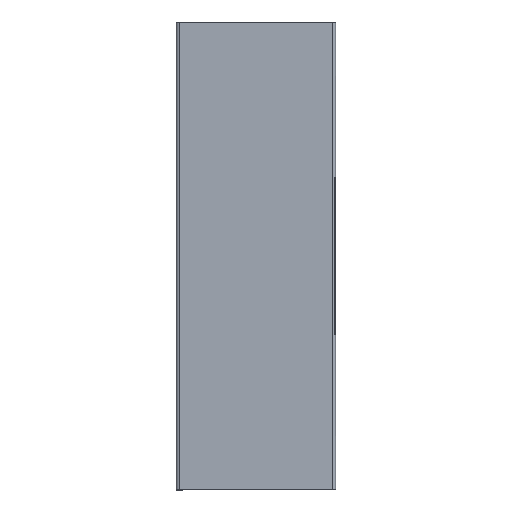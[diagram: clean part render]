
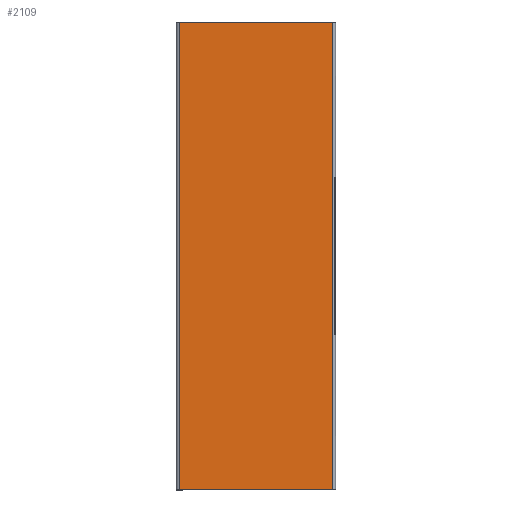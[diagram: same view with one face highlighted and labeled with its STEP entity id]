
A CAD part, left-side view. The second image highlights one B-rep face of the part: STEP entity #2109.
In plain terms, the highlighted planar face has unit normal (-1, 0, 0).
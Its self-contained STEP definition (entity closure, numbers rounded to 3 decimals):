
#109 = VERTEX_POINT ( 'NONE', #1982 ) ;
#226 = ORIENTED_EDGE ( 'NONE', *, *, #1539, .F. ) ;
#333 = ORIENTED_EDGE ( 'NONE', *, *, #1983, .T. ) ;
#596 = VERTEX_POINT ( 'NONE', #1923 ) ;
#918 = DIRECTION ( 'NONE',  ( 0., 0., 1. ) ) ;
#1015 = ORIENTED_EDGE ( 'NONE', *, *, #1882, .F. ) ;
#1207 = CARTESIAN_POINT ( 'NONE',  ( 0., -97., 500. ) ) ;
#1242 = CARTESIAN_POINT ( 'NONE',  ( 0., -97., 500. ) ) ;
#1254 = CARTESIAN_POINT ( 'NONE',  ( 0., -97., 0. ) ) ;
#1274 = CARTESIAN_POINT ( 'NONE',  ( 0., 67., 500. ) ) ;
#1359 = DIRECTION ( 'NONE',  ( 0., 1., 0. ) ) ;
#1514 = FACE_OUTER_BOUND ( 'NONE', #1890, .T. ) ;
#1534 = VERTEX_POINT ( 'NONE', #1950 ) ;
#1539 = EDGE_CURVE ( 'NONE', #1534, #2121, #1903, .T. ) ;
#1589 = VECTOR ( 'NONE', #1359, 1000. ) ;
#1593 = CARTESIAN_POINT ( 'NONE',  ( 0., -97., 500. ) ) ;
#1662 = LINE ( 'NONE', #1242, #1589 ) ;
#1689 = VECTOR ( 'NONE', #2204, 1000. ) ;
#1714 = PLANE ( 'NONE',  #2189 ) ;
#1723 = LINE ( 'NONE', #1254, #1689 ) ;
#1738 = DIRECTION ( 'NONE',  ( 0., 0., -1. ) ) ;
#1796 = DIRECTION ( 'NONE',  ( -1., 0., 0. ) ) ;
#1797 = EDGE_CURVE ( 'NONE', #109, #596, #1833, .T. ) ;
#1811 = ORIENTED_EDGE ( 'NONE', *, *, #1797, .T. ) ;
#1828 = VECTOR ( 'NONE', #2795, 1000. ) ;
#1833 = LINE ( 'NONE', #1274, #1828 ) ;
#1882 = EDGE_CURVE ( 'NONE', #2121, #596, #1723, .T. ) ;
#1890 = EDGE_LOOP ( 'NONE', ( #1015, #226, #333, #1811 ) ) ;
#1900 = VECTOR ( 'NONE', #1738, 1000. ) ;
#1903 = LINE ( 'NONE', #1207, #1900 ) ;
#1923 = CARTESIAN_POINT ( 'NONE',  ( 0., 67., 0. ) ) ;
#1950 = CARTESIAN_POINT ( 'NONE',  ( 0., -97., 500. ) ) ;
#1982 = CARTESIAN_POINT ( 'NONE',  ( 0., 67., 500. ) ) ;
#1983 = EDGE_CURVE ( 'NONE', #1534, #109, #1662, .T. ) ;
#2109 = ADVANCED_FACE ( 'NONE', ( #1514 ), #1714, .T. ) ;
#2121 = VERTEX_POINT ( 'NONE', #2295 ) ;
#2189 = AXIS2_PLACEMENT_3D ( 'NONE', #1593, #1796, #918 ) ;
#2204 = DIRECTION ( 'NONE',  ( 0., 1., 0. ) ) ;
#2295 = CARTESIAN_POINT ( 'NONE',  ( 0., -97., 0. ) ) ;
#2795 = DIRECTION ( 'NONE',  ( 0., 0., -1. ) ) ;
